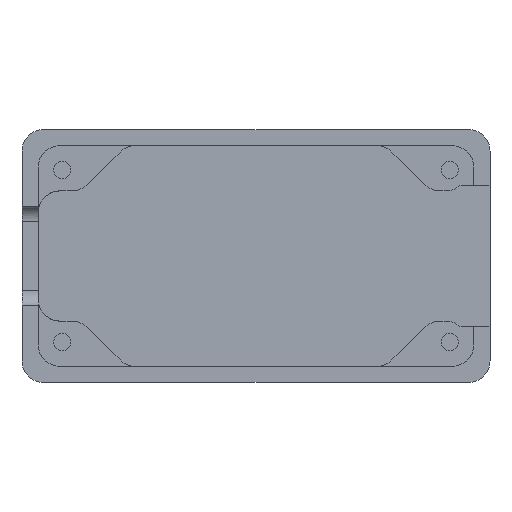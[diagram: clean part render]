
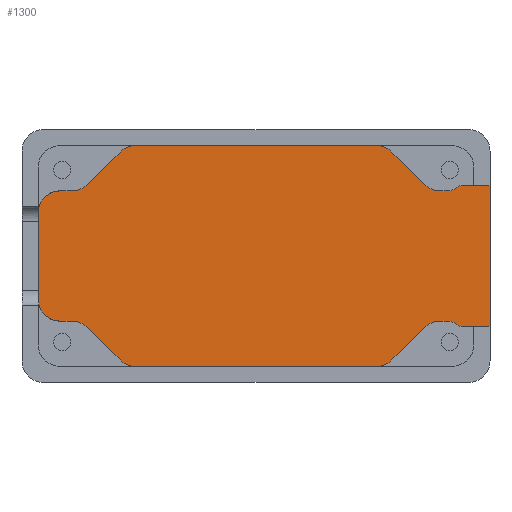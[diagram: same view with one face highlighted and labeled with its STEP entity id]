
A CAD part, front view. The second image highlights one B-rep face of the part: STEP entity #1300.
In plain terms, the highlighted planar face has unit normal (0, -1, 0).
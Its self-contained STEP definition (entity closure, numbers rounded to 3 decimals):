
#31=PLANE('',#1402);
#76=FACE_OUTER_BOUND('',#150,.T.);
#150=EDGE_LOOP('',(#916,#917,#918,#919,#920,#921,#922,#923,#924,#925,#926,
#927,#928,#929,#930,#931,#932,#933,#934,#935,#936,#937,#938,#939,#940,#941,
#942,#943));
#230=LINE('',#1973,#360);
#235=LINE('',#2002,#365);
#240=LINE('',#2016,#370);
#247=LINE('',#2034,#377);
#248=LINE('',#2037,#378);
#249=LINE('',#2039,#379);
#250=LINE('',#2045,#380);
#251=LINE('',#2047,#381);
#252=LINE('',#2049,#382);
#253=LINE('',#2055,#383);
#254=LINE('',#2059,#384);
#255=LINE('',#2063,#385);
#256=LINE('',#2067,#386);
#257=LINE('',#2070,#387);
#360=VECTOR('',#1548,10.);
#365=VECTOR('',#1567,10.);
#370=VECTOR('',#1580,10.);
#377=VECTOR('',#1595,10.);
#378=VECTOR('',#1598,10.);
#379=VECTOR('',#1599,10.);
#380=VECTOR('',#1604,10.);
#381=VECTOR('',#1605,10.);
#382=VECTOR('',#1606,10.);
#383=VECTOR('',#1611,10.);
#384=VECTOR('',#1614,10.);
#385=VECTOR('',#1617,10.);
#386=VECTOR('',#1620,10.);
#387=VECTOR('',#1623,10.);
#482=CIRCLE('',#1382,2.);
#486=CIRCLE('',#1389,2.);
#489=CIRCLE('',#1393,2.);
#490=CIRCLE('',#1396,2.);
#492=CIRCLE('',#1400,2.);
#494=CIRCLE('',#1403,2.);
#495=CIRCLE('',#1404,1.);
#496=CIRCLE('',#1405,1.);
#497=CIRCLE('',#1406,1.);
#498=CIRCLE('',#1407,1.);
#499=CIRCLE('',#1408,2.);
#500=CIRCLE('',#1409,2.);
#501=CIRCLE('',#1410,2.);
#502=CIRCLE('',#1411,2.);
#549=VERTEX_POINT('',#1948);
#550=VERTEX_POINT('',#1950);
#559=VERTEX_POINT('',#1971);
#560=VERTEX_POINT('',#1975);
#566=VERTEX_POINT('',#1995);
#567=VERTEX_POINT('',#1997);
#568=VERTEX_POINT('',#2001);
#570=VERTEX_POINT('',#2007);
#573=VERTEX_POINT('',#2015);
#578=VERTEX_POINT('',#2027);
#580=VERTEX_POINT('',#2033);
#581=VERTEX_POINT('',#2035);
#582=VERTEX_POINT('',#2038);
#583=VERTEX_POINT('',#2040);
#584=VERTEX_POINT('',#2042);
#585=VERTEX_POINT('',#2044);
#586=VERTEX_POINT('',#2046);
#587=VERTEX_POINT('',#2048);
#588=VERTEX_POINT('',#2050);
#589=VERTEX_POINT('',#2052);
#590=VERTEX_POINT('',#2054);
#591=VERTEX_POINT('',#2056);
#592=VERTEX_POINT('',#2058);
#593=VERTEX_POINT('',#2060);
#594=VERTEX_POINT('',#2062);
#595=VERTEX_POINT('',#2064);
#596=VERTEX_POINT('',#2066);
#597=VERTEX_POINT('',#2068);
#677=EDGE_CURVE('',#550,#549,#482,.T.);
#688=EDGE_CURVE('',#559,#549,#230,.T.);
#689=EDGE_CURVE('',#559,#560,#486,.T.);
#696=EDGE_CURVE('',#566,#567,#489,.F.);
#698=EDGE_CURVE('',#568,#567,#235,.T.);
#701=EDGE_CURVE('',#570,#568,#490,.T.);
#705=EDGE_CURVE('',#570,#573,#240,.T.);
#711=EDGE_CURVE('',#578,#573,#492,.T.);
#714=EDGE_CURVE('',#560,#580,#247,.T.);
#715=EDGE_CURVE('',#581,#580,#494,.F.);
#716=EDGE_CURVE('',#581,#578,#248,.T.);
#717=EDGE_CURVE('',#566,#582,#249,.T.);
#718=EDGE_CURVE('',#583,#582,#495,.F.);
#719=EDGE_CURVE('',#583,#584,#496,.T.);
#720=EDGE_CURVE('',#584,#585,#250,.T.);
#721=EDGE_CURVE('',#586,#585,#251,.T.);
#722=EDGE_CURVE('',#586,#587,#252,.T.);
#723=EDGE_CURVE('',#587,#588,#497,.T.);
#724=EDGE_CURVE('',#589,#588,#498,.F.);
#725=EDGE_CURVE('',#589,#590,#253,.T.);
#726=EDGE_CURVE('',#591,#590,#499,.F.);
#727=EDGE_CURVE('',#591,#592,#254,.T.);
#728=EDGE_CURVE('',#592,#593,#500,.T.);
#729=EDGE_CURVE('',#594,#593,#255,.T.);
#730=EDGE_CURVE('',#594,#595,#501,.T.);
#731=EDGE_CURVE('',#595,#596,#256,.T.);
#732=EDGE_CURVE('',#597,#596,#502,.F.);
#733=EDGE_CURVE('',#597,#550,#257,.T.);
#916=ORIENTED_EDGE('',*,*,#677,.T.);
#917=ORIENTED_EDGE('',*,*,#688,.F.);
#918=ORIENTED_EDGE('',*,*,#689,.T.);
#919=ORIENTED_EDGE('',*,*,#714,.T.);
#920=ORIENTED_EDGE('',*,*,#715,.F.);
#921=ORIENTED_EDGE('',*,*,#716,.T.);
#922=ORIENTED_EDGE('',*,*,#711,.T.);
#923=ORIENTED_EDGE('',*,*,#705,.F.);
#924=ORIENTED_EDGE('',*,*,#701,.T.);
#925=ORIENTED_EDGE('',*,*,#698,.T.);
#926=ORIENTED_EDGE('',*,*,#696,.F.);
#927=ORIENTED_EDGE('',*,*,#717,.T.);
#928=ORIENTED_EDGE('',*,*,#718,.F.);
#929=ORIENTED_EDGE('',*,*,#719,.T.);
#930=ORIENTED_EDGE('',*,*,#720,.T.);
#931=ORIENTED_EDGE('',*,*,#721,.F.);
#932=ORIENTED_EDGE('',*,*,#722,.T.);
#933=ORIENTED_EDGE('',*,*,#723,.T.);
#934=ORIENTED_EDGE('',*,*,#724,.F.);
#935=ORIENTED_EDGE('',*,*,#725,.T.);
#936=ORIENTED_EDGE('',*,*,#726,.F.);
#937=ORIENTED_EDGE('',*,*,#727,.T.);
#938=ORIENTED_EDGE('',*,*,#728,.T.);
#939=ORIENTED_EDGE('',*,*,#729,.F.);
#940=ORIENTED_EDGE('',*,*,#730,.T.);
#941=ORIENTED_EDGE('',*,*,#731,.T.);
#942=ORIENTED_EDGE('',*,*,#732,.F.);
#943=ORIENTED_EDGE('',*,*,#733,.T.);
#1300=ADVANCED_FACE('',(#76),#31,.F.);
#1382=AXIS2_PLACEMENT_3D('',#1951,#1529,#1530);
#1389=AXIS2_PLACEMENT_3D('',#1976,#1551,#1552);
#1393=AXIS2_PLACEMENT_3D('',#1998,#1562,#1563);
#1396=AXIS2_PLACEMENT_3D('',#2008,#1572,#1573);
#1400=AXIS2_PLACEMENT_3D('',#2028,#1588,#1589);
#1402=AXIS2_PLACEMENT_3D('',#2032,#1593,#1594);
#1403=AXIS2_PLACEMENT_3D('',#2036,#1596,#1597);
#1404=AXIS2_PLACEMENT_3D('',#2041,#1600,#1601);
#1405=AXIS2_PLACEMENT_3D('',#2043,#1602,#1603);
#1406=AXIS2_PLACEMENT_3D('',#2051,#1607,#1608);
#1407=AXIS2_PLACEMENT_3D('',#2053,#1609,#1610);
#1408=AXIS2_PLACEMENT_3D('',#2057,#1612,#1613);
#1409=AXIS2_PLACEMENT_3D('',#2061,#1615,#1616);
#1410=AXIS2_PLACEMENT_3D('',#2065,#1618,#1619);
#1411=AXIS2_PLACEMENT_3D('',#2069,#1621,#1622);
#1529=DIRECTION('center_axis',(0.,-1.,0.));
#1530=DIRECTION('ref_axis',(-0.707,0.,0.707));
#1548=DIRECTION('',(0.,0.,1.));
#1551=DIRECTION('center_axis',(0.,-1.,0.));
#1552=DIRECTION('ref_axis',(-0.707,0.,-0.707));
#1562=DIRECTION('center_axis',(0.,1.,0.));
#1563=DIRECTION('ref_axis',(-0.383,0.,0.924));
#1567=DIRECTION('',(0.707,0.,0.707));
#1572=DIRECTION('center_axis',(0.,-1.,0.));
#1573=DIRECTION('ref_axis',(0.383,0.,-0.924));
#1580=DIRECTION('',(-1.,0.,0.));
#1588=DIRECTION('center_axis',(0.,-1.,0.));
#1589=DIRECTION('ref_axis',(-0.383,0.,-0.924));
#1593=DIRECTION('center_axis',(0.,1.,0.));
#1594=DIRECTION('ref_axis',(0.,0.,1.));
#1595=DIRECTION('',(1.,0.,0.));
#1596=DIRECTION('center_axis',(0.,1.,0.));
#1597=DIRECTION('ref_axis',(0.383,0.,0.924));
#1598=DIRECTION('',(0.707,0.,-0.707));
#1599=DIRECTION('',(1.,0.,0.));
#1600=DIRECTION('center_axis',(0.,1.,0.));
#1601=DIRECTION('ref_axis',(0.354,0.,0.935));
#1602=DIRECTION('center_axis',(0.,-1.,0.));
#1603=DIRECTION('ref_axis',(-0.866,0.,-0.5));
#1604=DIRECTION('',(1.,0.,0.));
#1605=DIRECTION('',(0.,0.,-1.));
#1606=DIRECTION('',(-1.,0.,0.));
#1607=DIRECTION('center_axis',(0.,-1.,0.));
#1608=DIRECTION('ref_axis',(-0.866,0.,0.5));
#1609=DIRECTION('center_axis',(0.,1.,0.));
#1610=DIRECTION('ref_axis',(0.354,0.,-0.935));
#1611=DIRECTION('',(-1.,0.,0.));
#1612=DIRECTION('center_axis',(0.,1.,0.));
#1613=DIRECTION('ref_axis',(-0.383,0.,-0.924));
#1614=DIRECTION('',(-0.707,0.,0.707));
#1615=DIRECTION('center_axis',(0.,-1.,0.));
#1616=DIRECTION('ref_axis',(0.383,0.,0.924));
#1617=DIRECTION('',(1.,0.,0.));
#1618=DIRECTION('center_axis',(0.,-1.,0.));
#1619=DIRECTION('ref_axis',(-0.383,0.,0.924));
#1620=DIRECTION('',(-0.707,0.,-0.707));
#1621=DIRECTION('center_axis',(0.,1.,0.));
#1622=DIRECTION('ref_axis',(0.383,0.,-0.924));
#1623=DIRECTION('',(-1.,0.,0.));
#1948=CARTESIAN_POINT('',(-20.25,2.6,4.05));
#1950=CARTESIAN_POINT('',(-18.25,2.6,6.05));
#1951=CARTESIAN_POINT('Origin',(-18.25,2.6,4.05));
#1971=CARTESIAN_POINT('',(-20.25,2.6,-4.05));
#1973=CARTESIAN_POINT('',(-20.25,2.6,-5.875));
#1975=CARTESIAN_POINT('',(-18.25,2.6,-6.05));
#1976=CARTESIAN_POINT('Origin',(-18.25,2.6,-4.05));
#1995=CARTESIAN_POINT('',(17.078,2.6,-6.05));
#1997=CARTESIAN_POINT('',(15.664,2.6,-6.636));
#1998=CARTESIAN_POINT('Origin',(17.078,2.6,-8.05));
#2001=CARTESIAN_POINT('',(12.636,2.6,-9.664));
#2002=CARTESIAN_POINT('',(11.6,2.6,-10.7));
#2007=CARTESIAN_POINT('',(11.222,2.6,-10.25));
#2008=CARTESIAN_POINT('Origin',(11.222,2.6,-8.25));
#2015=CARTESIAN_POINT('',(-11.222,2.6,-10.25));
#2016=CARTESIAN_POINT('',(10.875,2.6,-10.25));
#2027=CARTESIAN_POINT('',(-12.636,2.6,-9.664));
#2028=CARTESIAN_POINT('Origin',(-11.222,2.6,-8.25));
#2032=CARTESIAN_POINT('Origin',(0.,2.6,0.));
#2033=CARTESIAN_POINT('',(-17.078,2.6,-6.05));
#2034=CARTESIAN_POINT('',(-10.125,2.6,-6.05));
#2035=CARTESIAN_POINT('',(-15.664,2.6,-6.636));
#2036=CARTESIAN_POINT('Origin',(-17.078,2.6,-8.05));
#2037=CARTESIAN_POINT('',(-13.7,2.6,-8.6));
#2038=CARTESIAN_POINT('',(17.883,2.6,-6.05));
#2039=CARTESIAN_POINT('',(8.125,2.6,-6.05));
#2040=CARTESIAN_POINT('',(18.545,2.6,-6.3));
#2041=CARTESIAN_POINT('Origin',(17.883,2.6,-7.05));
#2042=CARTESIAN_POINT('',(19.206,2.6,-6.55));
#2043=CARTESIAN_POINT('Origin',(19.206,2.6,-5.55));
#2044=CARTESIAN_POINT('',(21.75,2.6,-6.55));
#2045=CARTESIAN_POINT('',(9.17,2.6,-6.55));
#2046=CARTESIAN_POINT('',(21.75,2.6,6.55));
#2047=CARTESIAN_POINT('',(21.75,2.6,9.15));
#2048=CARTESIAN_POINT('',(19.206,2.6,6.55));
#2049=CARTESIAN_POINT('',(10.125,2.6,6.55));
#2050=CARTESIAN_POINT('',(18.545,2.6,6.3));
#2051=CARTESIAN_POINT('Origin',(19.206,2.6,5.55));
#2052=CARTESIAN_POINT('',(17.883,2.6,6.05));
#2053=CARTESIAN_POINT('Origin',(17.883,2.6,7.05));
#2054=CARTESIAN_POINT('',(17.078,2.6,6.05));
#2055=CARTESIAN_POINT('',(9.17,2.6,6.05));
#2056=CARTESIAN_POINT('',(15.664,2.6,6.636));
#2057=CARTESIAN_POINT('Origin',(17.078,2.6,8.05));
#2058=CARTESIAN_POINT('',(12.636,2.6,9.664));
#2059=CARTESIAN_POINT('',(13.7,2.6,8.6));
#2060=CARTESIAN_POINT('',(11.222,2.6,10.25));
#2061=CARTESIAN_POINT('Origin',(11.222,2.6,8.25));
#2062=CARTESIAN_POINT('',(-11.222,2.6,10.25));
#2063=CARTESIAN_POINT('',(-10.875,2.6,10.25));
#2064=CARTESIAN_POINT('',(-12.636,2.6,9.664));
#2065=CARTESIAN_POINT('Origin',(-11.222,2.6,8.25));
#2066=CARTESIAN_POINT('',(-15.664,2.6,6.636));
#2067=CARTESIAN_POINT('',(-11.6,2.6,10.7));
#2068=CARTESIAN_POINT('',(-17.078,2.6,6.05));
#2069=CARTESIAN_POINT('Origin',(-17.078,2.6,8.05));
#2070=CARTESIAN_POINT('',(-8.125,2.6,6.05));
